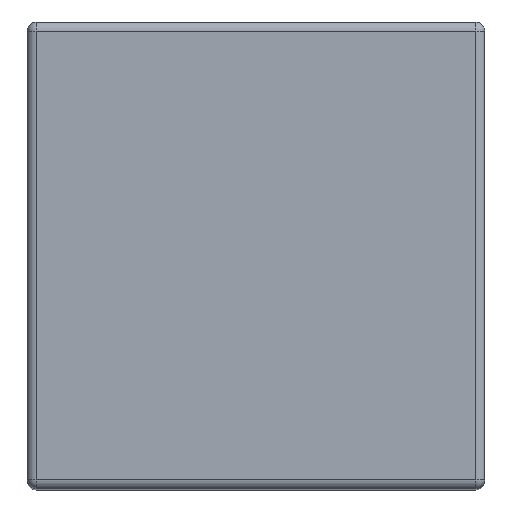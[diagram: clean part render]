
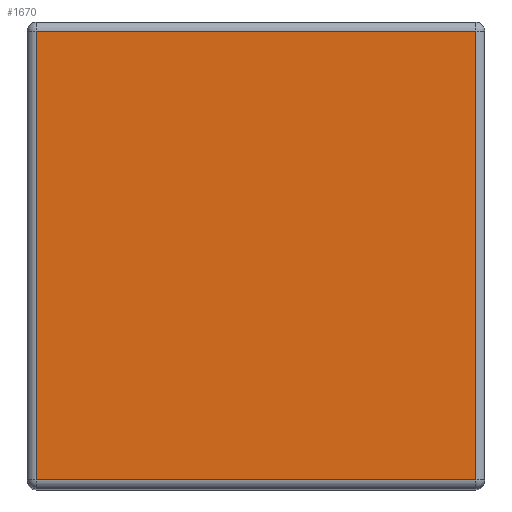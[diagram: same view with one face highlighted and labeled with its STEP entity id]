
A CAD part, top view. The second image highlights one B-rep face of the part: STEP entity #1670.
In plain terms, the highlighted planar face has unit normal (0, 0, 1).
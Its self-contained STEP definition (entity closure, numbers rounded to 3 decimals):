
#499=DIRECTION('',(1.,0.,0.));
#500=VECTOR('',#499,24.);
#501=CARTESIAN_POINT('',(-12.,0.5,19.25));
#502=LINE('',#501,#500);
#530=DIRECTION('',(0.,-1.,0.));
#531=VECTOR('',#530,24.5);
#532=CARTESIAN_POINT('',(-12.,25.,19.25));
#533=LINE('',#532,#531);
#544=DIRECTION('',(-1.,0.,0.));
#545=VECTOR('',#544,24.);
#546=CARTESIAN_POINT('',(12.,25.,19.25));
#547=LINE('',#546,#545);
#915=DIRECTION('',(0.,1.,0.));
#916=VECTOR('',#915,24.5);
#917=CARTESIAN_POINT('',(12.,0.5,19.25));
#918=LINE('',#917,#916);
#1182=CARTESIAN_POINT('',(12.,0.5,19.25));
#1183=VERTEX_POINT('',#1182);
#1184=CARTESIAN_POINT('',(-12.,0.5,19.25));
#1185=VERTEX_POINT('',#1184);
#1220=CARTESIAN_POINT('',(-12.,25.,19.25));
#1221=VERTEX_POINT('',#1220);
#1222=CARTESIAN_POINT('',(12.,25.,19.25));
#1223=VERTEX_POINT('',#1222);
#1657=CARTESIAN_POINT('',(-12.5,0.,19.25));
#1658=DIRECTION('',(0.,0.,1.));
#1659=DIRECTION('',(1.,0.,0.));
#1660=AXIS2_PLACEMENT_3D('',#1657,#1658,#1659);
#1661=PLANE('',#1660);
#1663=ORIENTED_EDGE('',*,*,#1662,.F.);
#1665=ORIENTED_EDGE('',*,*,#1664,.F.);
#1666=ORIENTED_EDGE('',*,*,#1625,.F.);
#1667=ORIENTED_EDGE('',*,*,#1648,.F.);
#1668=EDGE_LOOP('',(#1663,#1665,#1666,#1667));
#1669=FACE_OUTER_BOUND('',#1668,.F.);
#1670=ADVANCED_FACE('',(#1669),#1661,.T.);
#1625=EDGE_CURVE('',#1185,#1183,#502,.T.);
#1648=EDGE_CURVE('',#1221,#1185,#533,.T.);
#1662=EDGE_CURVE('',#1223,#1221,#547,.T.);
#1664=EDGE_CURVE('',#1183,#1223,#918,.T.);
